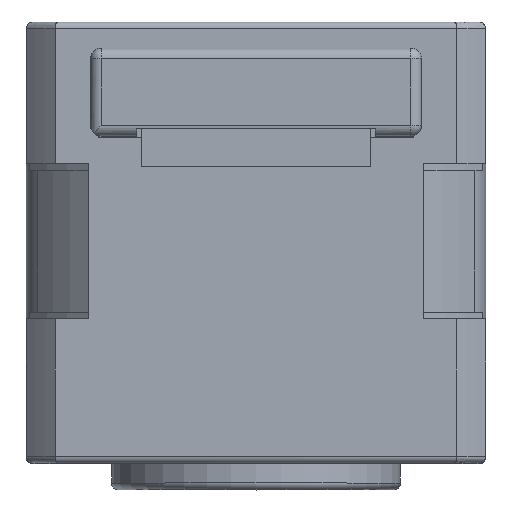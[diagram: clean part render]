
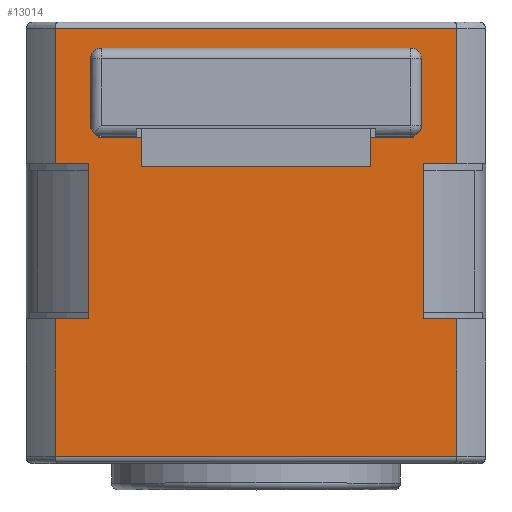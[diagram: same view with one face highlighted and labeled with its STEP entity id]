
A CAD part, top view. The second image highlights one B-rep face of the part: STEP entity #13014.
In plain terms, the highlighted planar face has unit normal (0, 0, 1).
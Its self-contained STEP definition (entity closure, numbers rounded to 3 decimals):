
#148=CARTESIAN_POINT('',(-12.75,11.0,17.5));
#149=VERTEX_POINT('',#148);
#158=CARTESIAN_POINT('',(-12.75,22.8,17.5));
#159=VERTEX_POINT('',#158);
#160=CARTESIAN_POINT('',(-12.75,22.8,17.5));
#161=DIRECTION('',(0.0,-1.0,0.0));
#162=VECTOR('',#161,11.8);
#163=LINE('',#160,#162);
#164=EDGE_CURVE('',#159,#149,#163,.T.);
#477=CARTESIAN_POINT('',(12.75,11.0,17.5));
#478=VERTEX_POINT('',#477);
#555=CARTESIAN_POINT('',(12.75,22.8,17.5));
#556=VERTEX_POINT('',#555);
#563=CARTESIAN_POINT('',(12.75,22.8,17.5));
#564=DIRECTION('',(0.0,-1.0,0.0));
#565=VECTOR('',#564,11.8);
#566=LINE('',#563,#565);
#567=EDGE_CURVE('',#556,#478,#566,.T.);
#977=CARTESIAN_POINT('',(-11.8,31.6,17.5));
#978=VERTEX_POINT('',#977);
#979=CARTESIAN_POINT('',(-12.6,30.8,17.5));
#980=VERTEX_POINT('',#979);
#981=CARTESIAN_POINT('',(-11.8,30.8,17.5));
#982=DIRECTION('',(0.,0.,1.0));
#983=DIRECTION('',(-0.707,0.707,0.));
#984=AXIS2_PLACEMENT_3D('',#981,#982,#983);
#985=CIRCLE('',#984,0.8);
#986=EDGE_CURVE('',#978,#980,#985,.T.);
#1019=CARTESIAN_POINT('',(-12.6,25.7,17.5));
#1020=VERTEX_POINT('',#1019);
#1021=CARTESIAN_POINT('',(-12.6,30.8,17.5));
#1022=DIRECTION('',(0.0,-1.0,0.0));
#1023=VECTOR('',#1022,5.1);
#1024=LINE('',#1021,#1023);
#1025=EDGE_CURVE('',#980,#1020,#1024,.T.);
#1050=CARTESIAN_POINT('',(-12.575,25.5,17.5));
#1051=VERTEX_POINT('',#1050);
#1052=CARTESIAN_POINT('',(-11.8,25.7,17.5));
#1053=DIRECTION('',(0.,0.,1.0));
#1054=DIRECTION('',(-0.707,-0.707,0.));
#1055=AXIS2_PLACEMENT_3D('',#1052,#1053,#1054);
#1056=CIRCLE('',#1055,0.8);
#1057=EDGE_CURVE('',#1020,#1051,#1056,.T.);
#1109=CARTESIAN_POINT('',(-12.,25.5,17.5));
#1110=VERTEX_POINT('',#1109);
#1111=CARTESIAN_POINT('',(-12.575,25.5,17.5));
#1112=DIRECTION('',(1.0,0.0,0.0));
#1113=VECTOR('',#1112,0.575);
#1114=LINE('',#1111,#1113);
#1115=EDGE_CURVE('',#1051,#1110,#1114,.T.);
#1148=CARTESIAN_POINT('',(-12.,24.8,17.5));
#1149=VERTEX_POINT('',#1148);
#1150=CARTESIAN_POINT('',(-12.,25.5,17.5));
#1151=DIRECTION('',(0.0,-1.0,0.0));
#1152=VECTOR('',#1151,0.7);
#1153=LINE('',#1150,#1152);
#1154=EDGE_CURVE('',#1110,#1149,#1153,.T.);
#1179=CARTESIAN_POINT('',(12.,24.8,17.5));
#1180=VERTEX_POINT('',#1179);
#1181=CARTESIAN_POINT('',(-12.,24.8,17.5));
#1182=DIRECTION('',(1.0,0.0,0.0));
#1183=VECTOR('',#1182,24.);
#1184=LINE('',#1181,#1183);
#1185=EDGE_CURVE('',#1149,#1180,#1184,.T.);
#1458=CARTESIAN_POINT('',(-15.307,11.0,17.5));
#1459=VERTEX_POINT('',#1458);
#1467=CARTESIAN_POINT('',(-15.307,11.0,17.5));
#1468=DIRECTION('',(1.0,0.0,0.0));
#1469=VECTOR('',#1468,2.557);
#1470=LINE('',#1467,#1469);
#1471=EDGE_CURVE('',#1459,#149,#1470,.T.);
#9276=CARTESIAN_POINT('',(12.575,25.5,17.5));
#9277=VERTEX_POINT('',#9276);
#9278=CARTESIAN_POINT('',(12.6,25.7,17.5));
#9279=VERTEX_POINT('',#9278);
#9280=CARTESIAN_POINT('',(11.8,25.7,17.5));
#9281=DIRECTION('',(0.,0.,1.0));
#9282=DIRECTION('',(0.707,-0.707,0.));
#9283=AXIS2_PLACEMENT_3D('',#9280,#9281,#9282);
#9284=CIRCLE('',#9283,0.8);
#9285=EDGE_CURVE('',#9277,#9279,#9284,.T.);
#9340=CARTESIAN_POINT('',(12.,25.5,17.5));
#9341=VERTEX_POINT('',#9340);
#9342=CARTESIAN_POINT('',(12.,25.5,17.5));
#9343=DIRECTION('',(1.0,0.0,0.0));
#9344=VECTOR('',#9343,0.575);
#9345=LINE('',#9342,#9344);
#9346=EDGE_CURVE('',#9341,#9277,#9345,.T.);
#9420=CARTESIAN_POINT('',(12.6,30.8,17.5));
#9421=VERTEX_POINT('',#9420);
#9422=CARTESIAN_POINT('',(11.8,31.6,17.5));
#9423=VERTEX_POINT('',#9422);
#9424=CARTESIAN_POINT('',(11.8,30.8,17.5));
#9425=DIRECTION('',(0.,0.,1.0));
#9426=DIRECTION('',(0.707,0.707,0.));
#9427=AXIS2_PLACEMENT_3D('',#9424,#9425,#9426);
#9428=CIRCLE('',#9427,0.8);
#9429=EDGE_CURVE('',#9421,#9423,#9428,.T.);
#9526=CARTESIAN_POINT('',(12.6,25.7,17.5));
#9527=DIRECTION('',(0.0,1.0,0.0));
#9528=VECTOR('',#9527,5.1);
#9529=LINE('',#9526,#9528);
#9530=EDGE_CURVE('',#9279,#9421,#9529,.T.);
#9577=CARTESIAN_POINT('',(11.8,31.6,17.5));
#9578=DIRECTION('',(-1.0,0.0,0.0));
#9579=VECTOR('',#9578,23.6);
#9580=LINE('',#9577,#9579);
#9581=EDGE_CURVE('',#9423,#978,#9580,.T.);
#9594=CARTESIAN_POINT('',(12.,24.8,17.5));
#9595=DIRECTION('',(0.0,1.0,0.0));
#9596=VECTOR('',#9595,0.7);
#9597=LINE('',#9594,#9596);
#9598=EDGE_CURVE('',#1180,#9341,#9597,.T.);
#12896=CARTESIAN_POINT('',(-17.5,24.3,17.5));
#12897=DIRECTION('',(0.0,0.0,1.0));
#12898=DIRECTION('',(1.0,0.0,0.0));
#12899=AXIS2_PLACEMENT_3D('',#12896,#12897,#12898);
#12900=PLANE('',#12899);
#12901=ORIENTED_EDGE('',*,*,#1471,.F.);
#12902=CARTESIAN_POINT('',(-15.307,0.5,17.5));
#12903=VERTEX_POINT('',#12902);
#12904=CARTESIAN_POINT('',(-15.307,0.5,17.5));
#12905=DIRECTION('',(0.0,1.0,0.0));
#12906=VECTOR('',#12905,10.5);
#12907=LINE('',#12904,#12906);
#12908=EDGE_CURVE('',#12903,#1459,#12907,.T.);
#12909=ORIENTED_EDGE('',*,*,#12908,.F.);
#12910=CARTESIAN_POINT('',(15.307,0.5,17.5));
#12911=VERTEX_POINT('',#12910);
#12912=CARTESIAN_POINT('',(15.307,0.5,17.5));
#12913=DIRECTION('',(-1.0,0.0,0.0));
#12914=VECTOR('',#12913,30.615);
#12915=LINE('',#12912,#12914);
#12916=EDGE_CURVE('',#12911,#12903,#12915,.T.);
#12917=ORIENTED_EDGE('',*,*,#12916,.F.);
#12918=CARTESIAN_POINT('',(15.307,11.0,17.5));
#12919=VERTEX_POINT('',#12918);
#12920=CARTESIAN_POINT('',(15.307,0.5,17.5));
#12921=DIRECTION('',(0.0,1.0,0.0));
#12922=VECTOR('',#12921,10.5);
#12923=LINE('',#12920,#12922);
#12924=EDGE_CURVE('',#12911,#12919,#12923,.T.);
#12925=ORIENTED_EDGE('',*,*,#12924,.T.);
#12926=CARTESIAN_POINT('',(12.75,11.0,17.5));
#12927=DIRECTION('',(1.0,0.0,0.0));
#12928=VECTOR('',#12927,2.558);
#12929=LINE('',#12926,#12928);
#12930=EDGE_CURVE('',#478,#12919,#12929,.T.);
#12931=ORIENTED_EDGE('',*,*,#12930,.F.);
#12932=ORIENTED_EDGE('',*,*,#567,.F.);
#12933=CARTESIAN_POINT('',(15.307,22.8,17.5));
#12934=VERTEX_POINT('',#12933);
#12935=CARTESIAN_POINT('',(15.307,22.8,17.5));
#12936=DIRECTION('',(-1.0,0.0,0.0));
#12937=VECTOR('',#12936,2.558);
#12938=LINE('',#12935,#12937);
#12939=EDGE_CURVE('',#12934,#556,#12938,.T.);
#12940=ORIENTED_EDGE('',*,*,#12939,.F.);
#12941=CARTESIAN_POINT('',(15.307,33.1,17.5));
#12942=VERTEX_POINT('',#12941);
#12943=CARTESIAN_POINT('',(15.307,33.1,17.5));
#12944=DIRECTION('',(0.0,-1.0,0.0));
#12945=VECTOR('',#12944,10.3);
#12946=LINE('',#12943,#12945);
#12947=EDGE_CURVE('',#12942,#12934,#12946,.T.);
#12948=ORIENTED_EDGE('',*,*,#12947,.F.);
#12949=CARTESIAN_POINT('',(-15.307,33.1,17.5));
#12950=VERTEX_POINT('',#12949);
#12951=CARTESIAN_POINT('',(-15.307,33.1,17.5));
#12952=DIRECTION('',(1.0,0.0,0.0));
#12953=VECTOR('',#12952,30.615);
#12954=LINE('',#12951,#12953);
#12955=EDGE_CURVE('',#12950,#12942,#12954,.T.);
#12956=ORIENTED_EDGE('',*,*,#12955,.F.);
#12957=CARTESIAN_POINT('',(-15.307,22.8,17.5));
#12958=VERTEX_POINT('',#12957);
#12959=CARTESIAN_POINT('',(-15.307,33.1,17.5));
#12960=DIRECTION('',(0.0,-1.0,0.0));
#12961=VECTOR('',#12960,10.3);
#12962=LINE('',#12959,#12961);
#12963=EDGE_CURVE('',#12950,#12958,#12962,.T.);
#12964=ORIENTED_EDGE('',*,*,#12963,.T.);
#12965=CARTESIAN_POINT('',(-12.75,22.8,17.5));
#12966=DIRECTION('',(-1.0,0.0,0.0));
#12967=VECTOR('',#12966,2.557);
#12968=LINE('',#12965,#12967);
#12969=EDGE_CURVE('',#159,#12958,#12968,.T.);
#12970=ORIENTED_EDGE('',*,*,#12969,.F.);
#12971=ORIENTED_EDGE('',*,*,#164,.T.);
#12972=EDGE_LOOP('',(#12901,#12909,#12917,#12925,#12931,#12932,#12940,#12948,#12956,#12964,#12970,#12971));
#12973=FACE_OUTER_BOUND('',#12972,.T.);
#12974=CARTESIAN_POINT('',(10.332,9.,17.5));
#12975=VERTEX_POINT('',#12974);
#12976=CARTESIAN_POINT('',(6.,9.,17.5));
#12977=VERTEX_POINT('',#12976);
#12978=CARTESIAN_POINT('',(10.332,9.,17.5));
#12979=DIRECTION('',(-1.0,0.0,0.0));
#12980=VECTOR('',#12979,4.332);
#12981=LINE('',#12978,#12980);
#12982=EDGE_CURVE('',#12975,#12977,#12981,.T.);
#12983=ORIENTED_EDGE('',*,*,#12982,.F.);
#12984=ORIENTED_EDGE('',*,*,#12982,.T.);
#12985=EDGE_LOOP('',(#12983,#12984));
#12986=FACE_BOUND('',#12985,.T.);
#12987=CARTESIAN_POINT('',(-6.,9.,17.5));
#12988=VERTEX_POINT('',#12987);
#12989=CARTESIAN_POINT('',(-10.332,9.,17.5));
#12990=VERTEX_POINT('',#12989);
#12991=CARTESIAN_POINT('',(-6.,9.,17.5));
#12992=DIRECTION('',(-1.0,0.0,0.0));
#12993=VECTOR('',#12992,4.332);
#12994=LINE('',#12991,#12993);
#12995=EDGE_CURVE('',#12988,#12990,#12994,.T.);
#12996=ORIENTED_EDGE('',*,*,#12995,.T.);
#12997=ORIENTED_EDGE('',*,*,#12995,.F.);
#12998=EDGE_LOOP('',(#12996,#12997));
#12999=FACE_BOUND('',#12998,.T.);
#13000=ORIENTED_EDGE('',*,*,#1185,.F.);
#13001=ORIENTED_EDGE('',*,*,#1154,.F.);
#13002=ORIENTED_EDGE('',*,*,#1115,.F.);
#13003=ORIENTED_EDGE('',*,*,#1057,.F.);
#13004=ORIENTED_EDGE('',*,*,#1025,.F.);
#13005=ORIENTED_EDGE('',*,*,#986,.F.);
#13006=ORIENTED_EDGE('',*,*,#9581,.F.);
#13007=ORIENTED_EDGE('',*,*,#9429,.F.);
#13008=ORIENTED_EDGE('',*,*,#9530,.F.);
#13009=ORIENTED_EDGE('',*,*,#9285,.F.);
#13010=ORIENTED_EDGE('',*,*,#9346,.F.);
#13011=ORIENTED_EDGE('',*,*,#9598,.F.);
#13012=EDGE_LOOP('',(#13000,#13001,#13002,#13003,#13004,#13005,#13006,#13007,#13008,#13009,#13010,#13011));
#13013=FACE_BOUND('',#13012,.T.);
#13014=ADVANCED_FACE('',(#12973,#12986,#12999,#13013),#12900,.T.);
